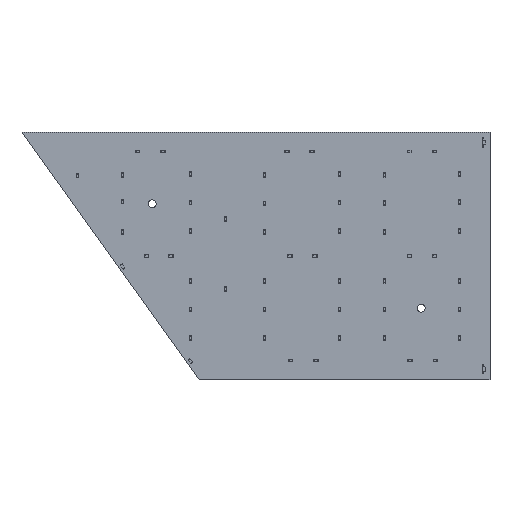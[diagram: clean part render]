
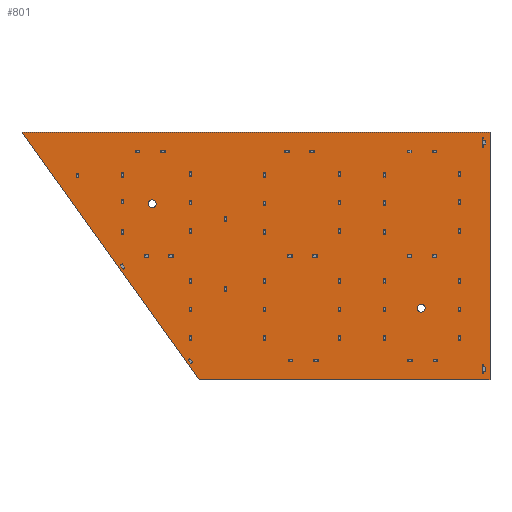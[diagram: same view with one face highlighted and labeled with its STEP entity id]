
A CAD part, top view. The second image highlights one B-rep face of the part: STEP entity #801.
In plain terms, the highlighted planar face has unit normal (0, 0, 1).
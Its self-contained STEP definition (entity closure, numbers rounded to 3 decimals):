
#600 = VERTEX_POINT('',#601);
#601 = CARTESIAN_POINT('',(-97.4,-83.,0.411));
#607 = EDGE_CURVE('',#600,#608,#610,.T.);
#608 = VERTEX_POINT('',#609);
#609 = CARTESIAN_POINT('',(-156.7,0.,0.411));
#610 = LINE('',#611,#612);
#611 = CARTESIAN_POINT('',(-97.4,-83.,0.411));
#612 = VECTOR('',#613,1.);
#613 = DIRECTION('',(-0.581,0.814,0.));
#638 = EDGE_CURVE('',#608,#639,#641,.T.);
#639 = VERTEX_POINT('',#640);
#640 = CARTESIAN_POINT('',(0.,0.,0.411));
#641 = LINE('',#642,#643);
#642 = CARTESIAN_POINT('',(-156.7,0.,0.411));
#643 = VECTOR('',#644,1.);
#644 = DIRECTION('',(1.,0.,0.));
#669 = EDGE_CURVE('',#639,#670,#672,.T.);
#670 = VERTEX_POINT('',#671);
#671 = CARTESIAN_POINT('',(0.,-83.,0.411));
#672 = LINE('',#673,#674);
#673 = CARTESIAN_POINT('',(0.,0.,0.411));
#674 = VECTOR('',#675,1.);
#675 = DIRECTION('',(0.,-1.,0.));
#700 = EDGE_CURVE('',#670,#600,#701,.T.);
#701 = LINE('',#702,#703);
#702 = CARTESIAN_POINT('',(0.,-83.,0.411));
#703 = VECTOR('',#704,1.);
#704 = DIRECTION('',(-1.,0.,0.));
#724 = VERTEX_POINT('',#725);
#725 = CARTESIAN_POINT('',(-111.8,-24.,0.411));
#731 = EDGE_CURVE('',#724,#724,#732,.T.);
#732 = CIRCLE('',#733,1.3);
#733 = AXIS2_PLACEMENT_3D('',#734,#735,#736);
#734 = CARTESIAN_POINT('',(-113.1,-24.,0.411));
#735 = DIRECTION('',(0.,0.,1.));
#736 = DIRECTION('',(1.,0.,-0.));
#757 = VERTEX_POINT('',#758);
#758 = CARTESIAN_POINT('',(-21.7,-59.,0.411));
#764 = EDGE_CURVE('',#757,#757,#765,.T.);
#765 = CIRCLE('',#766,1.3);
#766 = AXIS2_PLACEMENT_3D('',#767,#768,#769);
#767 = CARTESIAN_POINT('',(-23.,-59.,0.411));
#768 = DIRECTION('',(0.,0.,1.));
#769 = DIRECTION('',(1.,0.,-0.));
#801 = ADVANCED_FACE('',(#802,#808,#811),#814,.F.);
#802 = FACE_BOUND('',#803,.F.);
#803 = EDGE_LOOP('',(#804,#805,#806,#807));
#804 = ORIENTED_EDGE('',*,*,#607,.T.);
#805 = ORIENTED_EDGE('',*,*,#638,.T.);
#806 = ORIENTED_EDGE('',*,*,#669,.T.);
#807 = ORIENTED_EDGE('',*,*,#700,.T.);
#808 = FACE_BOUND('',#809,.T.);
#809 = EDGE_LOOP('',(#810));
#810 = ORIENTED_EDGE('',*,*,#731,.T.);
#811 = FACE_BOUND('',#812,.T.);
#812 = EDGE_LOOP('',(#813));
#813 = ORIENTED_EDGE('',*,*,#764,.T.);
#814 = PLANE('',#815);
#815 = AXIS2_PLACEMENT_3D('',#816,#817,#818);
#816 = CARTESIAN_POINT('',(-68.277,-35.896,0.411));
#817 = DIRECTION('',(-0.,-0.,-1.));
#818 = DIRECTION('',(-1.,0.,0.));
